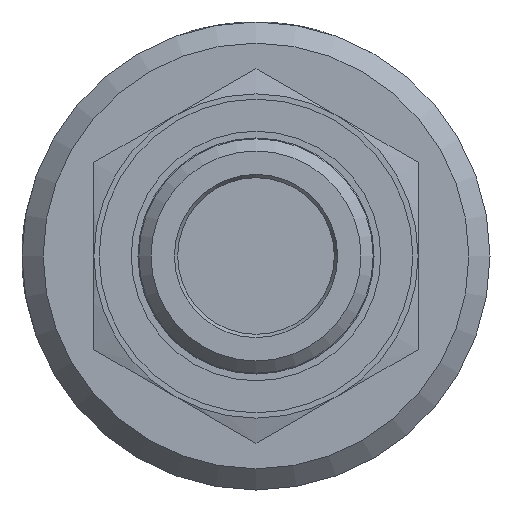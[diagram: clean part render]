
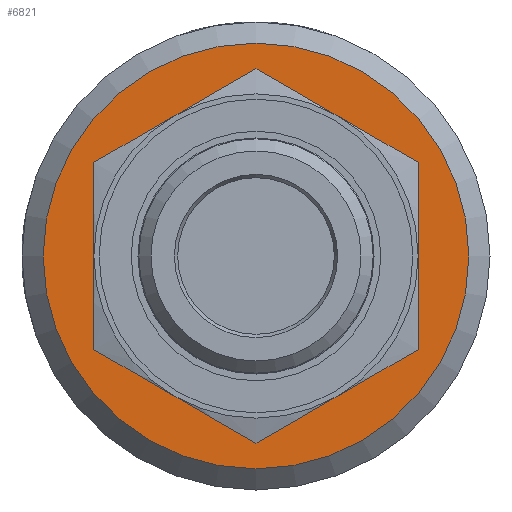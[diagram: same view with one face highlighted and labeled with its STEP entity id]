
A CAD part, left-side view. The second image highlights one B-rep face of the part: STEP entity #6821.
In plain terms, the highlighted planar face has unit normal (-1, 0, 0).
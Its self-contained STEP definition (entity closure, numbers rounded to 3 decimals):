
#115=FACE_BOUND('',#1863,.T.);
#1034=CIRCLE('',#7261,30.2);
#1041=CIRCLE('',#7272,22.225);
#1428=FACE_OUTER_BOUND('',#1862,.T.);
#1862=EDGE_LOOP('',(#6054));
#1863=EDGE_LOOP('',(#6055));
#3270=VERTEX_POINT('',#53531);
#3277=VERTEX_POINT('',#53552);
#4217=EDGE_CURVE('',#3270,#3270,#1034,.T.);
#4226=EDGE_CURVE('',#3277,#3277,#1041,.T.);
#6054=ORIENTED_EDGE('',*,*,#4217,.F.);
#6055=ORIENTED_EDGE('',*,*,#4226,.T.);
#6470=PLANE('',#7271);
#6821=ADVANCED_FACE('',(#1428,#115),#6470,.T.);
#7261=AXIS2_PLACEMENT_3D('',#53533,#8425,#8426);
#7271=AXIS2_PLACEMENT_3D('',#53551,#8447,#8448);
#7272=AXIS2_PLACEMENT_3D('',#53553,#8449,#8450);
#8425=DIRECTION('center_axis',(1.,0.,0.));
#8426=DIRECTION('ref_axis',(0.,-1.,0.));
#8447=DIRECTION('center_axis',(-1.,0.,0.));
#8448=DIRECTION('ref_axis',(0.,0.,1.));
#8449=DIRECTION('center_axis',(1.,0.,0.));
#8450=DIRECTION('ref_axis',(0.,0.,1.));
#53531=CARTESIAN_POINT('',(0.,30.2,0.));
#53533=CARTESIAN_POINT('Origin',(0.,0.,0.));
#53551=CARTESIAN_POINT('Origin',(0.,23.255,0.));
#53552=CARTESIAN_POINT('',(0.,0.,-22.225));
#53553=CARTESIAN_POINT('Origin',(0.,0.,0.));
